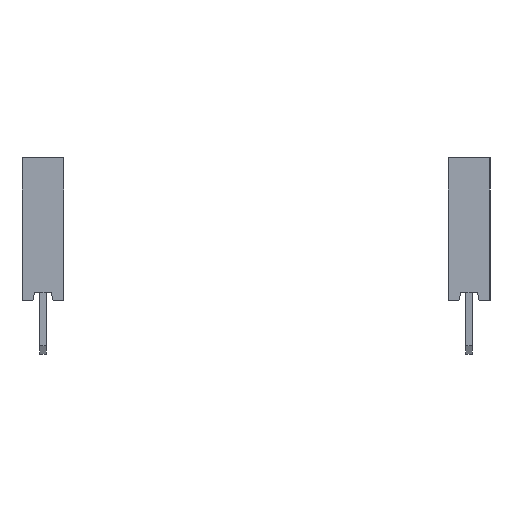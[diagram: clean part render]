
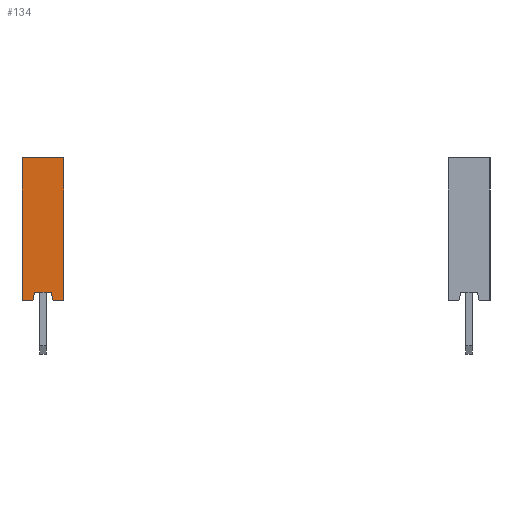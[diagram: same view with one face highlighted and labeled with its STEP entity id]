
A CAD part, front view. The second image highlights one B-rep face of the part: STEP entity #134.
In plain terms, the highlighted face is planar.
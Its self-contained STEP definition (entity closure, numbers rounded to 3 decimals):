
#134 = ADVANCED_FACE('',(#135),#201,.F.);
#135 = FACE_BOUND('',#136,.F.);
#136 = EDGE_LOOP('',(#137,#147,#155,#163,#171,#179,#187,#195));
#137 = ORIENTED_EDGE('',*,*,#138,.F.);
#138 = EDGE_CURVE('',#139,#141,#143,.T.);
#139 = VERTEX_POINT('',#140);
#140 = CARTESIAN_POINT('',(-20.57,-1.25,11.7));
#141 = VERTEX_POINT('',#142);
#142 = CARTESIAN_POINT('',(-20.57,1.25,11.7));
#143 = LINE('',#144,#145);
#144 = CARTESIAN_POINT('',(-20.57,-1.25,11.7));
#145 = VECTOR('',#146,1.);
#146 = DIRECTION('',(0.,1.,0.));
#147 = ORIENTED_EDGE('',*,*,#148,.F.);
#148 = EDGE_CURVE('',#149,#139,#151,.T.);
#149 = VERTEX_POINT('',#150);
#150 = CARTESIAN_POINT('',(-20.57,-1.25,3.2));
#151 = LINE('',#152,#153);
#152 = CARTESIAN_POINT('',(-20.57,-1.25,3.2));
#153 = VECTOR('',#154,1.);
#154 = DIRECTION('',(0.,0.,1.));
#155 = ORIENTED_EDGE('',*,*,#156,.T.);
#156 = EDGE_CURVE('',#149,#157,#159,.T.);
#157 = VERTEX_POINT('',#158);
#158 = CARTESIAN_POINT('',(-20.57,-0.6,3.2));
#159 = LINE('',#160,#161);
#160 = CARTESIAN_POINT('',(-20.57,-1.25,3.2));
#161 = VECTOR('',#162,1.);
#162 = DIRECTION('',(0.,1.,0.));
#163 = ORIENTED_EDGE('',*,*,#164,.T.);
#164 = EDGE_CURVE('',#157,#165,#167,.T.);
#165 = VERTEX_POINT('',#166);
#166 = CARTESIAN_POINT('',(-20.57,-0.5,3.7));
#167 = LINE('',#168,#169);
#168 = CARTESIAN_POINT('',(-20.57,-0.613,3.138));
#169 = VECTOR('',#170,1.);
#170 = DIRECTION('',(0.,0.196,0.981));
#171 = ORIENTED_EDGE('',*,*,#172,.T.);
#172 = EDGE_CURVE('',#165,#173,#175,.T.);
#173 = VERTEX_POINT('',#174);
#174 = CARTESIAN_POINT('',(-20.57,0.5,3.7));
#175 = LINE('',#176,#177);
#176 = CARTESIAN_POINT('',(-20.57,-0.875,3.7));
#177 = VECTOR('',#178,1.);
#178 = DIRECTION('',(0.,1.,0.));
#179 = ORIENTED_EDGE('',*,*,#180,.T.);
#180 = EDGE_CURVE('',#173,#181,#183,.T.);
#181 = VERTEX_POINT('',#182);
#182 = CARTESIAN_POINT('',(-20.57,0.6,3.2));
#183 = LINE('',#184,#185);
#184 = CARTESIAN_POINT('',(-20.57,0.514,3.628));
#185 = VECTOR('',#186,1.);
#186 = DIRECTION('',(0.,0.196,-0.981));
#187 = ORIENTED_EDGE('',*,*,#188,.T.);
#188 = EDGE_CURVE('',#181,#189,#191,.T.);
#189 = VERTEX_POINT('',#190);
#190 = CARTESIAN_POINT('',(-20.57,1.25,3.2));
#191 = LINE('',#192,#193);
#192 = CARTESIAN_POINT('',(-20.57,-1.25,3.2));
#193 = VECTOR('',#194,1.);
#194 = DIRECTION('',(0.,1.,0.));
#195 = ORIENTED_EDGE('',*,*,#196,.T.);
#196 = EDGE_CURVE('',#189,#141,#197,.T.);
#197 = LINE('',#198,#199);
#198 = CARTESIAN_POINT('',(-20.57,1.25,3.2));
#199 = VECTOR('',#200,1.);
#200 = DIRECTION('',(0.,0.,1.));
#201 = PLANE('',#202);
#202 = AXIS2_PLACEMENT_3D('',#203,#204,#205);
#203 = CARTESIAN_POINT('',(-20.57,-1.25,3.2));
#204 = DIRECTION('',(1.,0.,0.));
#205 = DIRECTION('',(0.,0.,1.));
